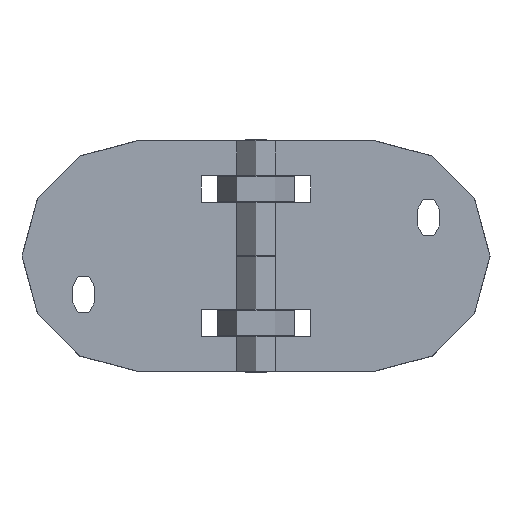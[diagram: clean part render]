
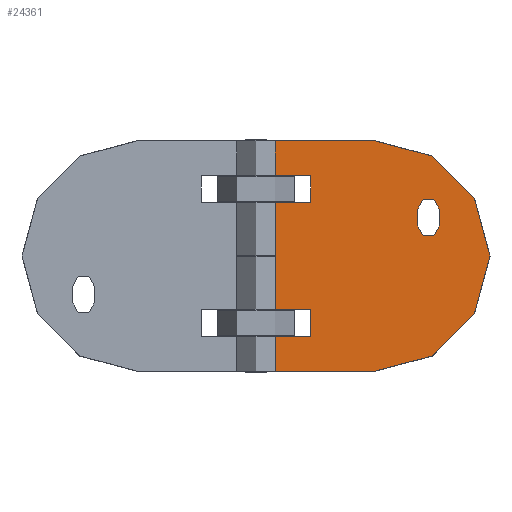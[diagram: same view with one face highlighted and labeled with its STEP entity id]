
A CAD part, top view. The second image highlights one B-rep face of the part: STEP entity #24361.
In plain terms, the highlighted planar face has unit normal (0, 0, 1).
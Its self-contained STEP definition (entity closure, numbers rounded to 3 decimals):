
#291 = VECTOR ( 'NONE', #22766, 1000. ) ;
#382 = CARTESIAN_POINT ( 'NONE',  ( -127., 44.5, 10. ) ) ;
#656 = LINE ( 'NONE', #28860, #11958 ) ;
#1183 = DIRECTION ( 'NONE',  ( 0., 1., 0. ) ) ;
#1667 = LINE ( 'NONE', #28174, #11514 ) ;
#2045 = FACE_OUTER_BOUND ( 'NONE', #21408, .T. ) ;
#2268 = DIRECTION ( 'NONE',  ( 0., 0., 1. ) ) ;
#2454 = EDGE_CURVE ( 'NONE', #9755, #28770, #5943, .T. ) ;
#2463 = CARTESIAN_POINT ( 'NONE',  ( -113., 44.5, 10. ) ) ;
#2509 = VERTEX_POINT ( 'NONE', #28989 ) ;
#3466 = CARTESIAN_POINT ( 'NONE',  ( -43.5, 127.25, 10. ) ) ;
#3734 = CARTESIAN_POINT ( 'NONE',  ( -113., 44.5, 10. ) ) ;
#3844 = DIRECTION ( 'NONE',  ( 0., 0., 1. ) ) ;
#4054 = DIRECTION ( 'NONE',  ( 1., 0., 0. ) ) ;
#4220 = CARTESIAN_POINT ( 'NONE',  ( -85., 149.9, 10. ) ) ;
#4248 = VERTEX_POINT ( 'NONE', #13921 ) ;
#4254 = EDGE_CURVE ( 'NONE', #28770, #26611, #9193, .T. ) ;
#4443 = CARTESIAN_POINT ( 'NONE',  ( -20.5, 127.25, 10. ) ) ;
#4599 = CARTESIAN_POINT ( 'NONE',  ( -20.5, 127.25, 10. ) ) ;
#4612 = DIRECTION ( 'NONE',  ( 1., 0., 0. ) ) ;
#4669 = VECTOR ( 'NONE', #15311, 1000. ) ;
#4766 = DIRECTION ( 'NONE',  ( 1., 0., 0. ) ) ;
#4867 = CARTESIAN_POINT ( 'NONE',  ( -85., 75., 10. ) ) ;
#4870 = CARTESIAN_POINT ( 'NONE',  ( -20.5, 0., 10. ) ) ;
#5243 = ORIENTED_EDGE ( 'NONE', *, *, #18980, .T. ) ;
#5943 = LINE ( 'NONE', #22225, #25393 ) ;
#6025 = CARTESIAN_POINT ( 'NONE',  ( -43.5, 22.75, 10. ) ) ;
#6720 = EDGE_CURVE ( 'NONE', #2509, #4248, #28290, .T. ) ;
#6844 = VERTEX_POINT ( 'NONE', #28161 ) ;
#7644 = LINE ( 'NONE', #4220, #13133 ) ;
#7738 = EDGE_CURVE ( 'NONE', #4248, #26693, #9167, .T. ) ;
#8390 = VECTOR ( 'NONE', #9033, 1000. ) ;
#8637 = VERTEX_POINT ( 'NONE', #12434 ) ;
#8971 = CARTESIAN_POINT ( 'NONE',  ( -43.5, 22.75, 10. ) ) ;
#9009 = CARTESIAN_POINT ( 'NONE',  ( -120., 44.5, 10. ) ) ;
#9033 = DIRECTION ( 'NONE',  ( 1., 0., 0. ) ) ;
#9167 = LINE ( 'NONE', #10763, #14272 ) ;
#9193 = CIRCLE ( 'NONE', #16215, 7. ) ;
#9370 = ORIENTED_EDGE ( 'NONE', *, *, #24600, .T. ) ;
#9422 = VECTOR ( 'NONE', #25452, 1000. ) ;
#9723 = VERTEX_POINT ( 'NONE', #4599 ) ;
#9755 = VERTEX_POINT ( 'NONE', #11836 ) ;
#9877 = LINE ( 'NONE', #4443, #27885 ) ;
#9906 = VERTEX_POINT ( 'NONE', #23674 ) ;
#10152 = LINE ( 'NONE', #29781, #9422 ) ;
#10485 = DIRECTION ( 'NONE',  ( 0., -1., 0. ) ) ;
#10763 = CARTESIAN_POINT ( 'NONE',  ( -20.5, 0.1, 10. ) ) ;
#10853 = VECTOR ( 'NONE', #1183, 1000. ) ;
#10991 = CARTESIAN_POINT ( 'NONE',  ( -120., 55.5, 10. ) ) ;
#11231 = LINE ( 'NONE', #29916, #18964 ) ;
#11312 = DIRECTION ( 'NONE',  ( 0., 0., 1. ) ) ;
#11514 = VECTOR ( 'NONE', #28070, 1000. ) ;
#11570 = CARTESIAN_POINT ( 'NONE',  ( -20.5, 22.75, 10. ) ) ;
#11632 = CARTESIAN_POINT ( 'NONE',  ( -20.5, 40.25, 10. ) ) ;
#11759 = EDGE_CURVE ( 'NONE', #17715, #9906, #16461, .T. ) ;
#11801 = EDGE_CURVE ( 'NONE', #27918, #9723, #9877, .T. ) ;
#11836 = CARTESIAN_POINT ( 'NONE',  ( -127., 55.5, 10. ) ) ;
#11958 = VECTOR ( 'NONE', #28667, 1000. ) ;
#12434 = CARTESIAN_POINT ( 'NONE',  ( -20.5, 149.9, 10. ) ) ;
#12694 = EDGE_CURVE ( 'NONE', #8637, #2509, #7644, .T. ) ;
#13133 = VECTOR ( 'NONE', #13430, 1000. ) ;
#13430 = DIRECTION ( 'NONE',  ( -1., 0., 0. ) ) ;
#13469 = VERTEX_POINT ( 'NONE', #22921 ) ;
#13697 = EDGE_CURVE ( 'NONE', #13469, #9755, #26759, .T. ) ;
#13874 = ORIENTED_EDGE ( 'NONE', *, *, #20517, .T. ) ;
#13921 = CARTESIAN_POINT ( 'NONE',  ( -85., 0.1, 10. ) ) ;
#14272 = VECTOR ( 'NONE', #22295, 1000. ) ;
#15232 = EDGE_LOOP ( 'NONE', ( #23634, #15665, #24376, #22492 ) ) ;
#15311 = DIRECTION ( 'NONE',  ( 0., 1., 0. ) ) ;
#15665 = ORIENTED_EDGE ( 'NONE', *, *, #4254, .F. ) ;
#15832 = DIRECTION ( 'NONE',  ( 0., 1., 0. ) ) ;
#16180 = CARTESIAN_POINT ( 'NONE',  ( -20.5, 0.1, 10. ) ) ;
#16215 = AXIS2_PLACEMENT_3D ( 'NONE', #9009, #2268, #4612 ) ;
#16255 = ORIENTED_EDGE ( 'NONE', *, *, #24325, .T. ) ;
#16286 = ORIENTED_EDGE ( 'NONE', *, *, #18970, .T. ) ;
#16461 = LINE ( 'NONE', #18775, #8390 ) ;
#16692 = CARTESIAN_POINT ( 'NONE',  ( -43.5, 109.75, 10. ) ) ;
#17079 = ORIENTED_EDGE ( 'NONE', *, *, #17298, .T. ) ;
#17134 = LINE ( 'NONE', #6025, #4669 ) ;
#17298 = EDGE_CURVE ( 'NONE', #9906, #20034, #22311, .T. ) ;
#17343 = ORIENTED_EDGE ( 'NONE', *, *, #11759, .T. ) ;
#17715 = VERTEX_POINT ( 'NONE', #26341 ) ;
#17903 = AXIS2_PLACEMENT_3D ( 'NONE', #27971, #11312, #18417 ) ;
#18104 = ORIENTED_EDGE ( 'NONE', *, *, #19697, .T. ) ;
#18317 = DIRECTION ( 'NONE',  ( 0., 1., 0. ) ) ;
#18417 = DIRECTION ( 'NONE',  ( 1., 0., 0. ) ) ;
#18703 = EDGE_CURVE ( 'NONE', #25715, #24347, #656, .T. ) ;
#18775 = CARTESIAN_POINT ( 'NONE',  ( -43.5, 40.25, 10. ) ) ;
#18906 = DIRECTION ( 'NONE',  ( 0., 1., 0. ) ) ;
#18964 = VECTOR ( 'NONE', #15832, 1000. ) ;
#18970 = EDGE_CURVE ( 'NONE', #9723, #8637, #10152, .T. ) ;
#18980 = EDGE_CURVE ( 'NONE', #24347, #17715, #17134, .T. ) ;
#19697 = EDGE_CURVE ( 'NONE', #27025, #27918, #11231, .T. ) ;
#19707 = DIRECTION ( 'NONE',  ( 1., 0., 0. ) ) ;
#20034 = VERTEX_POINT ( 'NONE', #27767 ) ;
#20517 = EDGE_CURVE ( 'NONE', #26693, #25715, #29240, .T. ) ;
#20921 = EDGE_CURVE ( 'NONE', #26611, #13469, #22279, .T. ) ;
#21408 = EDGE_LOOP ( 'NONE', ( #26477, #28301, #13874, #22087, #5243, #17343, #17079, #16255, #9370, #18104, #28793, #16286, #29803 ) ) ;
#21491 = LINE ( 'NONE', #27874, #25155 ) ;
#21788 = AXIS2_PLACEMENT_3D ( 'NONE', #4867, #27960, #4766 ) ;
#21999 = AXIS2_PLACEMENT_3D ( 'NONE', #10991, #3844, #4054 ) ;
#22087 = ORIENTED_EDGE ( 'NONE', *, *, #18703, .T. ) ;
#22223 = FACE_BOUND ( 'NONE', #15232, .T. ) ;
#22225 = CARTESIAN_POINT ( 'NONE',  ( -127., 44.5, 10. ) ) ;
#22279 = LINE ( 'NONE', #3734, #10853 ) ;
#22295 = DIRECTION ( 'NONE',  ( 1., 0., 0. ) ) ;
#22311 = LINE ( 'NONE', #11632, #291 ) ;
#22492 = ORIENTED_EDGE ( 'NONE', *, *, #13697, .F. ) ;
#22766 = DIRECTION ( 'NONE',  ( 0., 1., 0. ) ) ;
#22921 = CARTESIAN_POINT ( 'NONE',  ( -113., 55.5, 10. ) ) ;
#23007 = VECTOR ( 'NONE', #18906, 1000. ) ;
#23634 = ORIENTED_EDGE ( 'NONE', *, *, #20921, .F. ) ;
#23674 = CARTESIAN_POINT ( 'NONE',  ( -20.5, 40.25, 10. ) ) ;
#24325 = EDGE_CURVE ( 'NONE', #20034, #6844, #21491, .T. ) ;
#24347 = VERTEX_POINT ( 'NONE', #8971 ) ;
#24361 = ADVANCED_FACE ( 'NONE', ( #2045, #22223 ), #25397, .T. ) ;
#24376 = ORIENTED_EDGE ( 'NONE', *, *, #2454, .F. ) ;
#24600 = EDGE_CURVE ( 'NONE', #6844, #27025, #1667, .T. ) ;
#25155 = VECTOR ( 'NONE', #18317, 1000. ) ;
#25393 = VECTOR ( 'NONE', #10485, 1000. ) ;
#25397 = PLANE ( 'NONE',  #17903 ) ;
#25452 = DIRECTION ( 'NONE',  ( 0., 1., 0. ) ) ;
#25715 = VERTEX_POINT ( 'NONE', #11570 ) ;
#26341 = CARTESIAN_POINT ( 'NONE',  ( -43.5, 40.25, 10. ) ) ;
#26477 = ORIENTED_EDGE ( 'NONE', *, *, #6720, .T. ) ;
#26611 = VERTEX_POINT ( 'NONE', #2463 ) ;
#26693 = VERTEX_POINT ( 'NONE', #16180 ) ;
#26759 = CIRCLE ( 'NONE', #21999, 7. ) ;
#27025 = VERTEX_POINT ( 'NONE', #16692 ) ;
#27767 = CARTESIAN_POINT ( 'NONE',  ( -20.5, 75.1, 10. ) ) ;
#27874 = CARTESIAN_POINT ( 'NONE',  ( -20.5, 40.25, 10. ) ) ;
#27885 = VECTOR ( 'NONE', #19707, 1000. ) ;
#27918 = VERTEX_POINT ( 'NONE', #3466 ) ;
#27960 = DIRECTION ( 'NONE',  ( 0., 0., 1. ) ) ;
#27971 = CARTESIAN_POINT ( 'NONE',  ( -85., 75., 10. ) ) ;
#28070 = DIRECTION ( 'NONE',  ( -1., 0., 0. ) ) ;
#28161 = CARTESIAN_POINT ( 'NONE',  ( -20.5, 109.75, 10. ) ) ;
#28174 = CARTESIAN_POINT ( 'NONE',  ( -43.5, 109.75, 10. ) ) ;
#28290 = CIRCLE ( 'NONE', #21788, 74.9 ) ;
#28301 = ORIENTED_EDGE ( 'NONE', *, *, #7738, .T. ) ;
#28667 = DIRECTION ( 'NONE',  ( -1., 0., 0. ) ) ;
#28770 = VERTEX_POINT ( 'NONE', #382 ) ;
#28793 = ORIENTED_EDGE ( 'NONE', *, *, #11801, .T. ) ;
#28860 = CARTESIAN_POINT ( 'NONE',  ( -20.5, 22.75, 10. ) ) ;
#28989 = CARTESIAN_POINT ( 'NONE',  ( -85., 149.9, 10. ) ) ;
#29240 = LINE ( 'NONE', #4870, #23007 ) ;
#29781 = CARTESIAN_POINT ( 'NONE',  ( -20.5, 127.25, 10. ) ) ;
#29803 = ORIENTED_EDGE ( 'NONE', *, *, #12694, .T. ) ;
#29916 = CARTESIAN_POINT ( 'NONE',  ( -43.5, 127.25, 10. ) ) ;
